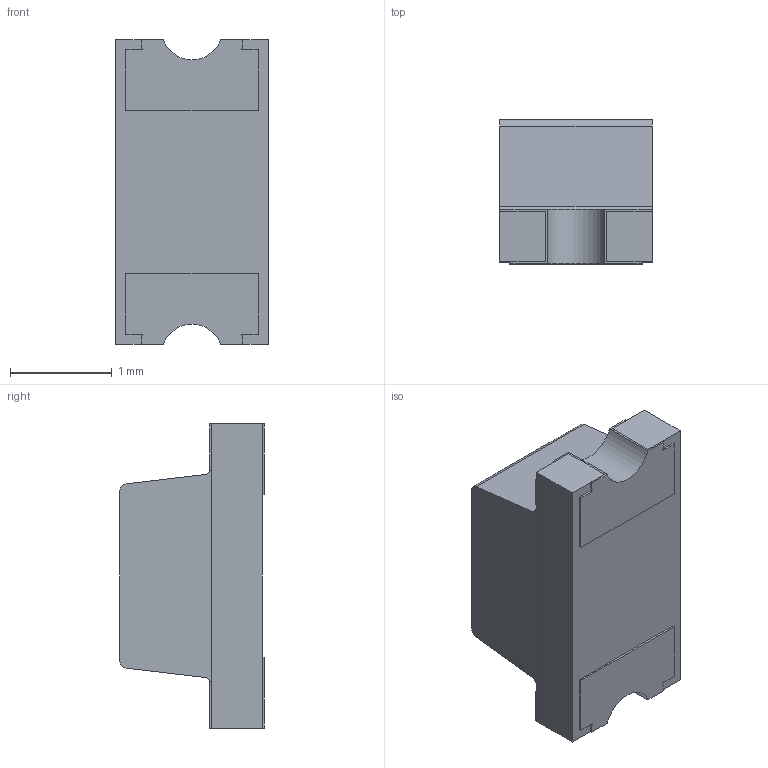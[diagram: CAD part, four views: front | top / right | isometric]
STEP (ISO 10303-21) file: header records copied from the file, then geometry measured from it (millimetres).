
FILE_DESCRIPTION(('CoCreate Modeling STEP Export'),'2;1');
FILE_NAME('1102W.stp','2010-09-03T15:30:49',(''),(''),'CoCreate Modeling STEP processor for AP214 (Solid Model)','CoCreate Modeling 16.00A 16-Aug-2008 (C) Parametric Technology GmbH','');
FILE_SCHEMA(('AUTOMOTIVE_DESIGN { 1 0 10303 214 1 1 1 1 }'));
Length unit declared in the file: millimetre
Products named in the file (14): MSBR_Body_1; LAYER_Body_1; LAYER_Asm_1; MSBR_Body_2; MSBR.1_Body_1; LAYER_Body_2; LAYER.1; MSBR_Body_3; LAYER.2; MSBR_Body_4; MSBR.1_Body_2; LAYER.3; Assembly-1; p1
Assembly tree (12 placements, depth 3):
  Assembly-1
    LAYER.3
      MSBR.1_Body_2
      MSBR_Body_4
    LAYER.2
      MSBR_Body_3
    LAYER.1
      LAYER_Body_2
      MSBR.1_Body_1
      MSBR_Body_2
    LAYER_Asm_1
      LAYER_Body_1
      MSBR_Body_1
  p1
Bounding box: 1.5 x 1.42 x 3 mm (x, y, z)
Volume: 4.7 mm3; surface area: 35.1 mm2
Topology: 6 solids, 6 shells, 114 faces, 309 edges, 211 vertices
Faces by surface type: plane 94, cylinder 16, cone 2, sphere 2
Entity records: 4679 total; most frequent: CARTESIAN_POINT 637, ORIENTED_EDGE 606, DIRECTION 587, EDGE_CURVE 303, VECTOR 265, LINE 265, VERTEX_POINT 203, AXIS2_PLACEMENT_3D 161
